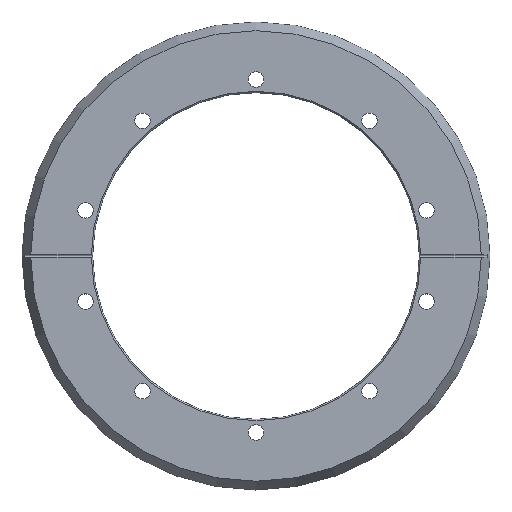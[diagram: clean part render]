
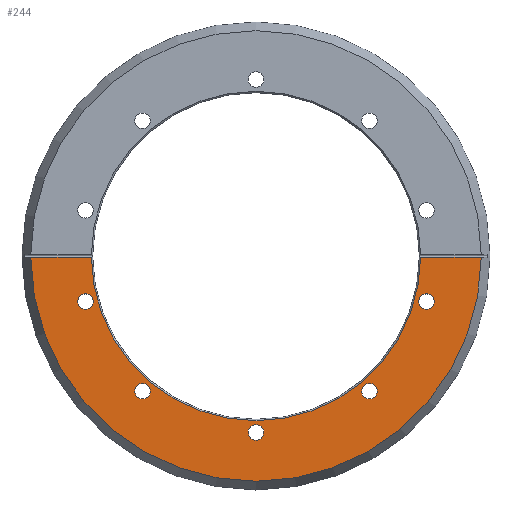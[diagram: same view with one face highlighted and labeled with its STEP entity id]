
A CAD part, top view. The second image highlights one B-rep face of the part: STEP entity #244.
In plain terms, the highlighted planar face has unit normal (0, 0, 1).
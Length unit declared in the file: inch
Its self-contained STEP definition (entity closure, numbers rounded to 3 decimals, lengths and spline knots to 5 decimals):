
#8 = CARTESIAN_POINT ( 'NONE',  ( -4.29459, -1.10049, 0. ) ) ;
#11 = EDGE_LOOP ( 'NONE', ( #735, #1367 ) ) ;
#37 = FACE_BOUND ( 'NONE', #1026, .T. ) ;
#46 = CIRCLE ( 'NONE', #1002, 3.96826 ) ;
#69 = CARTESIAN_POINT ( 'NONE',  ( -2.73311, -3.2572, 0. ) ) ;
#79 = EDGE_CURVE ( 'NONE', #544, #723, #1394, .T. ) ;
#81 = EDGE_CURVE ( 'NONE', #1122, #653, #779, .T. ) ;
#98 = AXIS2_PLACEMENT_3D ( 'NONE', #69, #989, #863 ) ;
#106 = DIRECTION ( 'NONE',  ( 0., 0., -1. ) ) ;
#109 = AXIS2_PLACEMENT_3D ( 'NONE', #281, #425, #522 ) ;
#121 = VERTEX_POINT ( 'NONE', #8 ) ;
#145 = DIRECTION ( 'NONE',  ( 1., 0., 0. ) ) ;
#163 = CARTESIAN_POINT ( 'NONE',  ( 4.10709, -1.10049, 0. ) ) ;
#177 = DIRECTION ( 'NONE',  ( -1., 0., 0. ) ) ;
#178 = AXIS2_PLACEMENT_3D ( 'NONE', #1089, #447, #1337 ) ;
#195 = CARTESIAN_POINT ( 'NONE',  ( -4.10709, -1.10049, 0. ) ) ;
#244 = ADVANCED_FACE ( 'NONE', ( #37, #731, #695, #1340, #1101, #1484 ), #954, .F. ) ;
#254 = CIRCLE ( 'NONE', #98, 0.1875 ) ;
#273 = AXIS2_PLACEMENT_3D ( 'NONE', #1433, #803, #1308 ) ;
#281 = CARTESIAN_POINT ( 'NONE',  ( -2.73311, -3.2572, 0. ) ) ;
#313 = VERTEX_POINT ( 'NONE', #981 ) ;
#320 = DIRECTION ( 'NONE',  ( 1., 0., 0. ) ) ;
#321 = ORIENTED_EDGE ( 'NONE', *, *, #366, .T. ) ;
#336 = ORIENTED_EDGE ( 'NONE', *, *, #1296, .T. ) ;
#361 = AXIS2_PLACEMENT_3D ( 'NONE', #1339, #1083, #1471 ) ;
#366 = EDGE_CURVE ( 'NONE', #1044, #121, #649, .T. ) ;
#407 = CIRCLE ( 'NONE', #487, 0.1875 ) ;
#423 = CARTESIAN_POINT ( 'NONE',  ( 0., 3.93701, 0. ) ) ;
#425 = DIRECTION ( 'NONE',  ( 0., 0., -1. ) ) ;
#447 = DIRECTION ( 'NONE',  ( 0., 0., 1. ) ) ;
#471 = CARTESIAN_POINT ( 'NONE',  ( -2.54561, -3.2572, 0. ) ) ;
#477 = DIRECTION ( 'NONE',  ( 1., 0., 0. ) ) ;
#487 = AXIS2_PLACEMENT_3D ( 'NONE', #163, #1235, #320 ) ;
#504 = VERTEX_POINT ( 'NONE', #555 ) ;
#517 = CARTESIAN_POINT ( 'NONE',  ( 4.10709, -1.10049, 0. ) ) ;
#522 = DIRECTION ( 'NONE',  ( 1., 0., 0. ) ) ;
#533 = ORIENTED_EDGE ( 'NONE', *, *, #1110, .T. ) ;
#534 = ORIENTED_EDGE ( 'NONE', *, *, #1348, .T. ) ;
#540 = CIRCLE ( 'NONE', #752, 0.1875 ) ;
#544 = VERTEX_POINT ( 'NONE', #572 ) ;
#555 = CARTESIAN_POINT ( 'NONE',  ( -2.92061, -3.2572, 0. ) ) ;
#560 = EDGE_CURVE ( 'NONE', #1368, #653, #813, .T. ) ;
#563 = DIRECTION ( 'NONE',  ( 0., 0., -1. ) ) ;
#566 = CARTESIAN_POINT ( 'NONE',  ( -5.42952, -0.03125, 0. ) ) ;
#572 = CARTESIAN_POINT ( 'NONE',  ( 4.29459, -1.10049, 0. ) ) ;
#573 = CARTESIAN_POINT ( 'NONE',  ( 3.91959, -1.10049, 0. ) ) ;
#595 = VECTOR ( 'NONE', #1030, 39.37008 ) ;
#606 = VERTEX_POINT ( 'NONE', #831 ) ;
#641 = VERTEX_POINT ( 'NONE', #961 ) ;
#649 = CIRCLE ( 'NONE', #923, 0.1875 ) ;
#653 = VERTEX_POINT ( 'NONE', #1049 ) ;
#670 = AXIS2_PLACEMENT_3D ( 'NONE', #517, #106, #1140 ) ;
#695 = FACE_BOUND ( 'NONE', #1199, .T. ) ;
#699 = CARTESIAN_POINT ( 'NONE',  ( -3.91959, -1.10049, 0. ) ) ;
#710 = EDGE_CURVE ( 'NONE', #1623, #1283, #540, .T. ) ;
#723 = VERTEX_POINT ( 'NONE', #573 ) ;
#731 = FACE_BOUND ( 'NONE', #1632, .T. ) ;
#734 = EDGE_CURVE ( 'NONE', #313, #641, #1421, .T. ) ;
#735 = ORIENTED_EDGE ( 'NONE', *, *, #79, .T. ) ;
#740 = CARTESIAN_POINT ( 'NONE',  ( -5.63976, -0.03125, 0. ) ) ;
#744 = DIRECTION ( 'NONE',  ( 0., 0., -1. ) ) ;
#751 = EDGE_CURVE ( 'NONE', #1681, #504, #254, .T. ) ;
#752 = AXIS2_PLACEMENT_3D ( 'NONE', #1206, #563, #1074 ) ;
#767 = ORIENTED_EDGE ( 'NONE', *, *, #734, .T. ) ;
#779 = LINE ( 'NONE', #1663, #595 ) ;
#797 = CIRCLE ( 'NONE', #273, 0.1875 ) ;
#803 = DIRECTION ( 'NONE',  ( 0., 0., -1. ) ) ;
#813 = CIRCLE ( 'NONE', #178, 5.42961 ) ;
#818 = AXIS2_PLACEMENT_3D ( 'NONE', #1068, #932, #145 ) ;
#822 = DIRECTION ( 'NONE',  ( 0., 0., -1. ) ) ;
#831 = CARTESIAN_POINT ( 'NONE',  ( -3.96813, -0.03125, 0. ) ) ;
#863 = DIRECTION ( 'NONE',  ( 1., 0., 0. ) ) ;
#880 = CIRCLE ( 'NONE', #818, 0.1875 ) ;
#885 = AXIS2_PLACEMENT_3D ( 'NONE', #195, #1086, #1343 ) ;
#923 = AXIS2_PLACEMENT_3D ( 'NONE', #1521, #744, #1003 ) ;
#932 = DIRECTION ( 'NONE',  ( 0., 0., -1. ) ) ;
#954 = PLANE ( 'NONE',  #1247 ) ;
#961 = CARTESIAN_POINT ( 'NONE',  ( 2.54561, -3.2572, 0. ) ) ;
#962 = CIRCLE ( 'NONE', #885, 0.1875 ) ;
#980 = ORIENTED_EDGE ( 'NONE', *, *, #1344, .T. ) ;
#981 = CARTESIAN_POINT ( 'NONE',  ( 2.92061, -3.2572, 0. ) ) ;
#989 = DIRECTION ( 'NONE',  ( 0., 0., -1. ) ) ;
#1002 = AXIS2_PLACEMENT_3D ( 'NONE', #1204, #822, #1080 ) ;
#1003 = DIRECTION ( 'NONE',  ( 1., 0., 0. ) ) ;
#1026 = EDGE_LOOP ( 'NONE', ( #980, #1246 ) ) ;
#1030 = DIRECTION ( 'NONE',  ( 1., 0., 0. ) ) ;
#1044 = VERTEX_POINT ( 'NONE', #699 ) ;
#1049 = CARTESIAN_POINT ( 'NONE',  ( 5.42952, -0.03125, 0. ) ) ;
#1068 = CARTESIAN_POINT ( 'NONE',  ( 2.73311, -3.2572, 0. ) ) ;
#1069 = ORIENTED_EDGE ( 'NONE', *, *, #81, .F. ) ;
#1074 = DIRECTION ( 'NONE',  ( 1., 0., 0. ) ) ;
#1080 = DIRECTION ( 'NONE',  ( -1., 0., 0. ) ) ;
#1083 = DIRECTION ( 'NONE',  ( 0., 0., -1. ) ) ;
#1086 = DIRECTION ( 'NONE',  ( 0., 0., -1. ) ) ;
#1089 = CARTESIAN_POINT ( 'NONE',  ( 0., 0., 0. ) ) ;
#1101 = FACE_BOUND ( 'NONE', #1528, .T. ) ;
#1110 = EDGE_CURVE ( 'NONE', #1122, #606, #46, .T. ) ;
#1122 = VERTEX_POINT ( 'NONE', #1319 ) ;
#1137 = CIRCLE ( 'NONE', #109, 0.1875 ) ;
#1140 = DIRECTION ( 'NONE',  ( 1., 0., 0. ) ) ;
#1176 = ORIENTED_EDGE ( 'NONE', *, *, #751, .T. ) ;
#1199 = EDGE_LOOP ( 'NONE', ( #1176, #336 ) ) ;
#1204 = CARTESIAN_POINT ( 'NONE',  ( 0., 0., 0. ) ) ;
#1206 = CARTESIAN_POINT ( 'NONE',  ( 0., -4.25197, 0. ) ) ;
#1235 = DIRECTION ( 'NONE',  ( 0., 0., -1. ) ) ;
#1238 = ORIENTED_EDGE ( 'NONE', *, *, #1576, .F. ) ;
#1246 = ORIENTED_EDGE ( 'NONE', *, *, #710, .T. ) ;
#1247 = AXIS2_PLACEMENT_3D ( 'NONE', #423, #1455, #177 ) ;
#1263 = EDGE_CURVE ( 'NONE', #641, #313, #880, .T. ) ;
#1283 = VERTEX_POINT ( 'NONE', #1422 ) ;
#1296 = EDGE_CURVE ( 'NONE', #504, #1681, #1137, .T. ) ;
#1308 = DIRECTION ( 'NONE',  ( 1., 0., 0. ) ) ;
#1319 = CARTESIAN_POINT ( 'NONE',  ( 3.96813, -0.03125, 0. ) ) ;
#1337 = DIRECTION ( 'NONE',  ( 1., 0., 0. ) ) ;
#1339 = CARTESIAN_POINT ( 'NONE',  ( 2.73311, -3.2572, 0. ) ) ;
#1340 = FACE_BOUND ( 'NONE', #11, .T. ) ;
#1343 = DIRECTION ( 'NONE',  ( 1., 0., 0. ) ) ;
#1344 = EDGE_CURVE ( 'NONE', #1283, #1623, #797, .T. ) ;
#1348 = EDGE_CURVE ( 'NONE', #121, #1044, #962, .T. ) ;
#1366 = EDGE_CURVE ( 'NONE', #723, #544, #407, .T. ) ;
#1367 = ORIENTED_EDGE ( 'NONE', *, *, #1366, .T. ) ;
#1368 = VERTEX_POINT ( 'NONE', #566 ) ;
#1394 = CIRCLE ( 'NONE', #670, 0.1875 ) ;
#1404 = ORIENTED_EDGE ( 'NONE', *, *, #1263, .T. ) ;
#1421 = CIRCLE ( 'NONE', #361, 0.1875 ) ;
#1422 = CARTESIAN_POINT ( 'NONE',  ( 0.1875, -4.25197, 0. ) ) ;
#1424 = EDGE_LOOP ( 'NONE', ( #1642, #1069, #533, #1238 ) ) ;
#1433 = CARTESIAN_POINT ( 'NONE',  ( 0., -4.25197, 0. ) ) ;
#1455 = DIRECTION ( 'NONE',  ( 0., 0., -1. ) ) ;
#1471 = DIRECTION ( 'NONE',  ( 1., 0., 0. ) ) ;
#1484 = FACE_OUTER_BOUND ( 'NONE', #1424, .T. ) ;
#1521 = CARTESIAN_POINT ( 'NONE',  ( -4.10709, -1.10049, 0. ) ) ;
#1528 = EDGE_LOOP ( 'NONE', ( #321, #534 ) ) ;
#1576 = EDGE_CURVE ( 'NONE', #1368, #606, #1647, .T. ) ;
#1623 = VERTEX_POINT ( 'NONE', #1678 ) ;
#1629 = VECTOR ( 'NONE', #477, 39.37008 ) ;
#1632 = EDGE_LOOP ( 'NONE', ( #767, #1404 ) ) ;
#1642 = ORIENTED_EDGE ( 'NONE', *, *, #560, .T. ) ;
#1647 = LINE ( 'NONE', #740, #1629 ) ;
#1663 = CARTESIAN_POINT ( 'NONE',  ( -5.63976, -0.03125, 0. ) ) ;
#1678 = CARTESIAN_POINT ( 'NONE',  ( -0.1875, -4.25197, 0. ) ) ;
#1681 = VERTEX_POINT ( 'NONE', #471 ) ;
